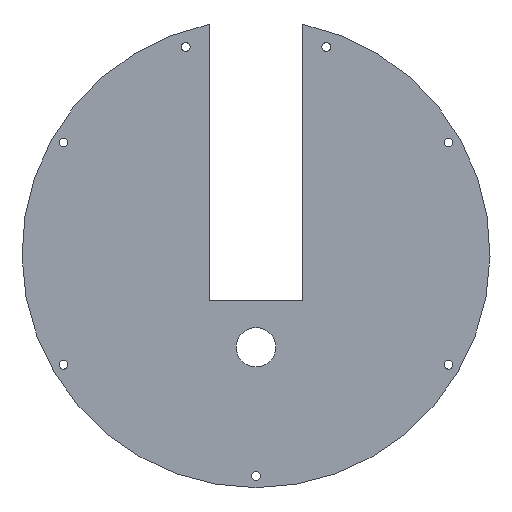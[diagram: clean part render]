
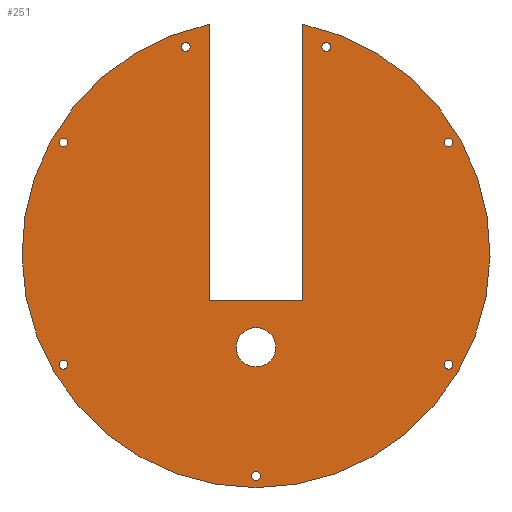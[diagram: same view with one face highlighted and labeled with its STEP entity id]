
A CAD part, front view. The second image highlights one B-rep face of the part: STEP entity #251.
In plain terms, the highlighted planar face has unit normal (0, -1, 0).
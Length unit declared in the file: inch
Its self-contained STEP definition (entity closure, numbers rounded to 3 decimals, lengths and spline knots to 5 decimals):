
#24=FACE_BOUND('',#63,.T.);
#25=FACE_BOUND('',#64,.T.);
#26=FACE_BOUND('',#65,.T.);
#27=FACE_BOUND('',#66,.T.);
#28=FACE_BOUND('',#67,.T.);
#29=FACE_BOUND('',#68,.T.);
#30=FACE_BOUND('',#69,.T.);
#31=FACE_BOUND('',#70,.T.);
#48=FACE_OUTER_BOUND('',#62,.T.);
#62=EDGE_LOOP('',(#190,#191,#192,#193));
#63=EDGE_LOOP('',(#194));
#64=EDGE_LOOP('',(#195));
#65=EDGE_LOOP('',(#196));
#66=EDGE_LOOP('',(#197));
#67=EDGE_LOOP('',(#198));
#68=EDGE_LOOP('',(#199));
#69=EDGE_LOOP('',(#200));
#70=EDGE_LOOP('',(#201));
#100=CIRCLE('',#274,5.);
#101=CIRCLE('',#275,0.422);
#102=CIRCLE('',#276,0.09375);
#103=CIRCLE('',#277,0.09375);
#104=CIRCLE('',#278,0.09375);
#105=CIRCLE('',#279,0.09375);
#106=CIRCLE('',#280,0.09375);
#107=CIRCLE('',#281,0.09375);
#108=CIRCLE('',#282,0.09375);
#118=LINE('',#385,#128);
#119=LINE('',#387,#129);
#120=LINE('',#390,#130);
#128=VECTOR('',#309,2.);
#129=VECTOR('',#310,5.89898);
#130=VECTOR('',#313,5.89898);
#138=VERTEX_POINT('',#383);
#139=VERTEX_POINT('',#384);
#140=VERTEX_POINT('',#386);
#141=VERTEX_POINT('',#388);
#142=VERTEX_POINT('',#391);
#143=VERTEX_POINT('',#393);
#144=VERTEX_POINT('',#395);
#145=VERTEX_POINT('',#397);
#146=VERTEX_POINT('',#399);
#147=VERTEX_POINT('',#401);
#148=VERTEX_POINT('',#403);
#149=VERTEX_POINT('',#405);
#162=EDGE_CURVE('',#138,#139,#118,.T.);
#163=EDGE_CURVE('',#140,#139,#119,.T.);
#164=EDGE_CURVE('',#141,#140,#100,.T.);
#165=EDGE_CURVE('',#141,#138,#120,.T.);
#166=EDGE_CURVE('',#142,#142,#101,.T.);
#167=EDGE_CURVE('',#143,#143,#102,.T.);
#168=EDGE_CURVE('',#144,#144,#103,.T.);
#169=EDGE_CURVE('',#145,#145,#104,.T.);
#170=EDGE_CURVE('',#146,#146,#105,.T.);
#171=EDGE_CURVE('',#147,#147,#106,.T.);
#172=EDGE_CURVE('',#148,#148,#107,.T.);
#173=EDGE_CURVE('',#149,#149,#108,.T.);
#190=ORIENTED_EDGE('',*,*,#162,.T.);
#191=ORIENTED_EDGE('',*,*,#163,.F.);
#192=ORIENTED_EDGE('',*,*,#164,.F.);
#193=ORIENTED_EDGE('',*,*,#165,.T.);
#194=ORIENTED_EDGE('',*,*,#166,.F.);
#195=ORIENTED_EDGE('',*,*,#167,.F.);
#196=ORIENTED_EDGE('',*,*,#168,.F.);
#197=ORIENTED_EDGE('',*,*,#169,.F.);
#198=ORIENTED_EDGE('',*,*,#170,.F.);
#199=ORIENTED_EDGE('',*,*,#171,.F.);
#200=ORIENTED_EDGE('',*,*,#172,.F.);
#201=ORIENTED_EDGE('',*,*,#173,.F.);
#246=PLANE('',#273);
#251=ADVANCED_FACE('',(#48,#24,#25,#26,#27,#28,#29,#30,#31),#246,.F.);
#273=AXIS2_PLACEMENT_3D('',#382,#307,#308);
#274=AXIS2_PLACEMENT_3D('',#389,#311,#312);
#275=AXIS2_PLACEMENT_3D('',#392,#314,#315);
#276=AXIS2_PLACEMENT_3D('',#394,#316,#317);
#277=AXIS2_PLACEMENT_3D('',#396,#318,#319);
#278=AXIS2_PLACEMENT_3D('',#398,#320,#321);
#279=AXIS2_PLACEMENT_3D('',#400,#322,#323);
#280=AXIS2_PLACEMENT_3D('',#402,#324,#325);
#281=AXIS2_PLACEMENT_3D('',#404,#326,#327);
#282=AXIS2_PLACEMENT_3D('',#406,#328,#329);
#307=DIRECTION('center_axis',(0.,1.,0.));
#308=DIRECTION('ref_axis',(1.,0.,0.));
#309=DIRECTION('',(-1.,0.,0.));
#310=DIRECTION('',(0.,0.,-1.));
#311=DIRECTION('center_axis',(0.,1.,0.));
#312=DIRECTION('ref_axis',(-1.,0.,0.));
#313=DIRECTION('',(0.,0.,-1.));
#314=DIRECTION('center_axis',(0.,-1.,0.));
#315=DIRECTION('ref_axis',(-1.,0.,0.));
#316=DIRECTION('center_axis',(0.,-1.,0.));
#317=DIRECTION('ref_axis',(-1.,0.,0.));
#318=DIRECTION('center_axis',(0.,-1.,0.));
#319=DIRECTION('ref_axis',(-1.,0.,0.));
#320=DIRECTION('center_axis',(0.,-1.,0.));
#321=DIRECTION('ref_axis',(-1.,0.,0.));
#322=DIRECTION('center_axis',(0.,-1.,0.));
#323=DIRECTION('ref_axis',(-0.5,0.,0.866));
#324=DIRECTION('center_axis',(0.,-1.,0.));
#325=DIRECTION('ref_axis',(0.5,0.,0.866));
#326=DIRECTION('center_axis',(0.,-1.,0.));
#327=DIRECTION('ref_axis',(0.5,0.,-0.866));
#328=DIRECTION('center_axis',(0.,-1.,0.));
#329=DIRECTION('ref_axis',(-0.5,0.,-0.866));
#382=CARTESIAN_POINT('Origin',(0.,0.,0.));
#383=CARTESIAN_POINT('',(1.,0.,-1.));
#384=CARTESIAN_POINT('',(-1.,0.,-1.));
#385=CARTESIAN_POINT('',(1.,0.,-1.));
#386=CARTESIAN_POINT('',(-1.,0.,4.89898));
#387=CARTESIAN_POINT('',(-1.,0.,4.89898));
#388=CARTESIAN_POINT('',(1.,0.,4.89898));
#389=CARTESIAN_POINT('Origin',(0.,0.,0.));
#390=CARTESIAN_POINT('',(1.,0.,4.89898));
#391=CARTESIAN_POINT('',(-0.422,0.,-2.));
#392=CARTESIAN_POINT('Origin',(0.,0.,-2.));
#393=CARTESIAN_POINT('',(-1.59375,0.,4.41515));
#394=CARTESIAN_POINT('Origin',(-1.5,0.,4.41515));
#395=CARTESIAN_POINT('',(1.40625,0.,4.41515));
#396=CARTESIAN_POINT('Origin',(1.5,0.,4.41515));
#397=CARTESIAN_POINT('',(-0.09375,0.,-4.75));
#398=CARTESIAN_POINT('Origin',(0.,0.,-4.75));
#399=CARTESIAN_POINT('',(-4.1605,0.,-2.29381));
#400=CARTESIAN_POINT('Origin',(-4.11362,0.,-2.375));
#401=CARTESIAN_POINT('',(-4.06675,0.,2.45619));
#402=CARTESIAN_POINT('Origin',(-4.11362,0.,2.375));
#403=CARTESIAN_POINT('',(4.1605,0.,2.29381));
#404=CARTESIAN_POINT('Origin',(4.11362,0.,2.375));
#405=CARTESIAN_POINT('',(4.06675,0.,-2.45619));
#406=CARTESIAN_POINT('Origin',(4.11362,0.,-2.375));
